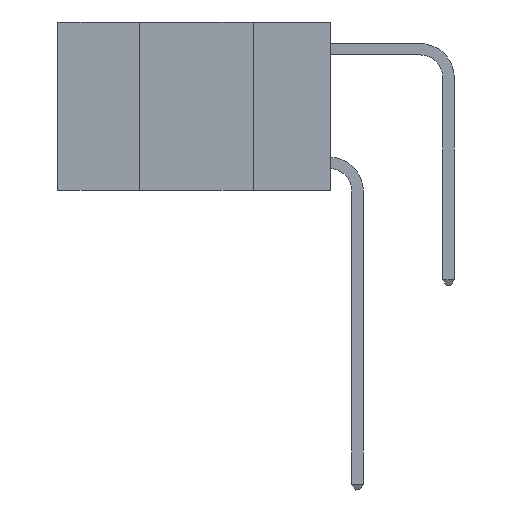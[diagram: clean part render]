
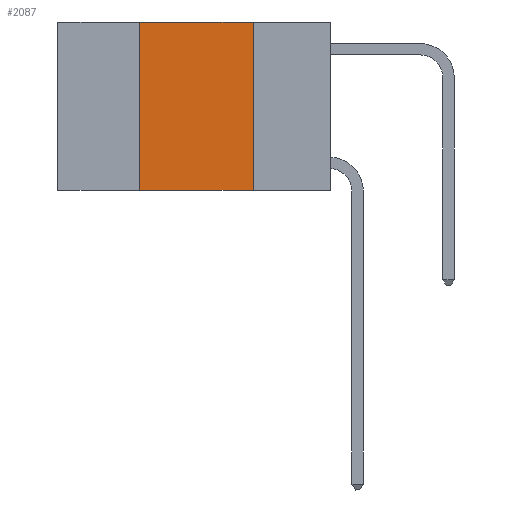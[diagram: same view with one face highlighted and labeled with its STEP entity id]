
A CAD part, left-side view. The second image highlights one B-rep face of the part: STEP entity #2087.
In plain terms, the highlighted planar face has unit normal (-1, 0, 0).
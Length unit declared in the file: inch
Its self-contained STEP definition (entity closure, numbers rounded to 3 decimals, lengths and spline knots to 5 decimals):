
#1078 = DIRECTION ( 'NONE',  ( 0., 0., 1. ) ) ;
#1537 = VECTOR ( 'NONE', #9827, 39.37008 ) ;
#2087 = ADVANCED_FACE ( 'NONE', ( #9017 ), #7143, .F. ) ;
#2316 = CARTESIAN_POINT ( 'NONE',  ( 0., 0.6, -0.37 ) ) ;
#3080 = EDGE_CURVE ( 'NONE', #15133, #14896, #4919, .T. ) ;
#3476 = CARTESIAN_POINT ( 'NONE',  ( 0., 0.17, 0. ) ) ;
#3530 = CARTESIAN_POINT ( 'NONE',  ( 0., 0.42, -0.37 ) ) ;
#3814 = ORIENTED_EDGE ( 'NONE', *, *, #5598, .F. ) ;
#3860 = ORIENTED_EDGE ( 'NONE', *, *, #4083, .F. ) ;
#3956 = ORIENTED_EDGE ( 'NONE', *, *, #9969, .F. ) ;
#3984 = ORIENTED_EDGE ( 'NONE', *, *, #3080, .T. ) ;
#4083 = EDGE_CURVE ( 'NONE', #10322, #5281, #13920, .T. ) ;
#4669 = DIRECTION ( 'NONE',  ( 0., 0., -1. ) ) ;
#4879 = AXIS2_PLACEMENT_3D ( 'NONE', #10866, #12072, #4669 ) ;
#4919 = LINE ( 'NONE', #2316, #1537 ) ;
#5138 = CARTESIAN_POINT ( 'NONE',  ( 0., 0.17, 0. ) ) ;
#5223 = LINE ( 'NONE', #9793, #14243 ) ;
#5281 = VERTEX_POINT ( 'NONE', #5138 ) ;
#5598 = EDGE_CURVE ( 'NONE', #5281, #14896, #12363, .T. ) ;
#7143 = PLANE ( 'NONE',  #4879 ) ;
#9017 = FACE_OUTER_BOUND ( 'NONE', #12286, .T. ) ;
#9182 = CARTESIAN_POINT ( 'NONE',  ( 0., 0.6, 0. ) ) ;
#9793 = CARTESIAN_POINT ( 'NONE',  ( 0., 0.42, 0. ) ) ;
#9827 = DIRECTION ( 'NONE',  ( 0., -1., 0. ) ) ;
#9969 = EDGE_CURVE ( 'NONE', #15133, #10322, #5223, .T. ) ;
#10322 = VERTEX_POINT ( 'NONE', #12898 ) ;
#10713 = VECTOR ( 'NONE', #11650, 39.37008 ) ;
#10866 = CARTESIAN_POINT ( 'NONE',  ( 0., 0.6, 0. ) ) ;
#10930 = DIRECTION ( 'NONE',  ( 0., 0., -1. ) ) ;
#11650 = DIRECTION ( 'NONE',  ( 0., -1., 0. ) ) ;
#12072 = DIRECTION ( 'NONE',  ( 1., 0., 0. ) ) ;
#12286 = EDGE_LOOP ( 'NONE', ( #3814, #3860, #3956, #3984 ) ) ;
#12363 = LINE ( 'NONE', #3476, #15948 ) ;
#12898 = CARTESIAN_POINT ( 'NONE',  ( 0., 0.42, 0. ) ) ;
#13920 = LINE ( 'NONE', #9182, #10713 ) ;
#14150 = CARTESIAN_POINT ( 'NONE',  ( 0., 0.17, -0.37 ) ) ;
#14243 = VECTOR ( 'NONE', #1078, 39.37008 ) ;
#14896 = VERTEX_POINT ( 'NONE', #14150 ) ;
#15133 = VERTEX_POINT ( 'NONE', #3530 ) ;
#15948 = VECTOR ( 'NONE', #10930, 39.37008 ) ;
